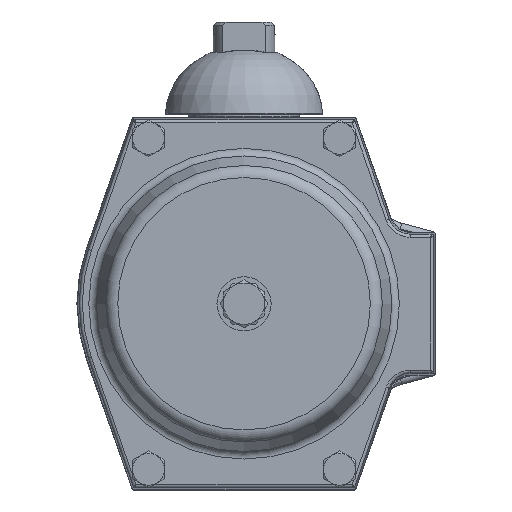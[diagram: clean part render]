
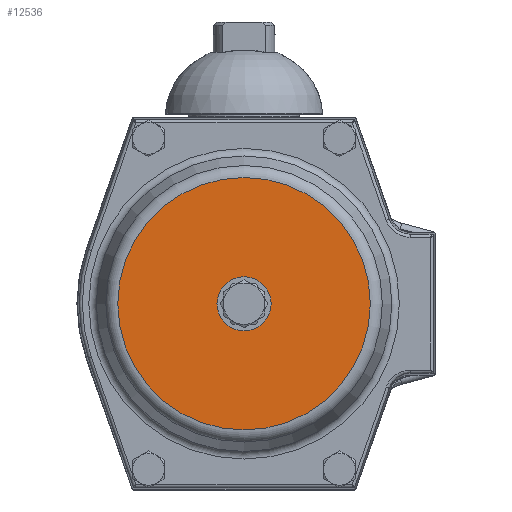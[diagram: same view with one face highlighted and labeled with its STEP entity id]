
A CAD part, front view. The second image highlights one B-rep face of the part: STEP entity #12536.
In plain terms, the highlighted planar face has unit normal (0, -1, 0).
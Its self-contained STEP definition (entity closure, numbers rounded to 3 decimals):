
#652=PLANE('',#13722);
#2842=ORIENTED_EDGE('',*,*,#6429,.T.);
#2843=ORIENTED_EDGE('',*,*,#6421,.T.);
#6421=EDGE_CURVE('',#8406,#8406,#9728,.T.);
#6429=EDGE_CURVE('',#8412,#8412,#9730,.T.);
#8406=VERTEX_POINT('',#19317);
#8412=VERTEX_POINT('',#19334);
#9728=CIRCLE('',#13716,39.652);
#9730=CIRCLE('',#13723,8.5);
#10420=EDGE_LOOP('',(#2842));
#10421=EDGE_LOOP('',(#2843));
#11403=FACE_BOUND('',#10420,.T.);
#11404=FACE_BOUND('',#10421,.T.);
#12536=ADVANCED_FACE('',(#11403,#11404),#652,.T.);
#13716=AXIS2_PLACEMENT_3D('',#19316,#15373,#15374);
#13722=AXIS2_PLACEMENT_3D('',#19332,#15389,#15390);
#13723=AXIS2_PLACEMENT_3D('',#19333,#15391,#15392);
#15373=DIRECTION('',(0.,-1.,0.));
#15374=DIRECTION('',(0.,0.,-1.));
#15389=DIRECTION('',(0.,-1.,0.));
#15390=DIRECTION('',(0.,0.,-1.));
#15391=DIRECTION('',(0.,1.,0.));
#15392=DIRECTION('',(1.,0.,0.));
#19316=CARTESIAN_POINT('',(0.,-104.2,0.));
#19317=CARTESIAN_POINT('',(0.,-104.2,-39.652));
#19332=CARTESIAN_POINT('',(0.,-104.2,-42.5));
#19333=CARTESIAN_POINT('',(0.,-104.2,0.));
#19334=CARTESIAN_POINT('',(8.5,-104.2,0.));
